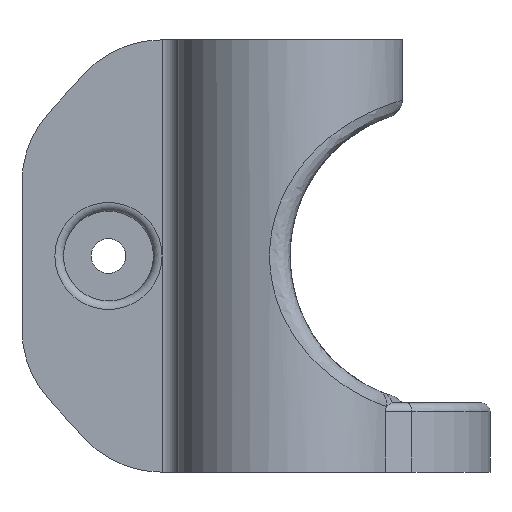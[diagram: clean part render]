
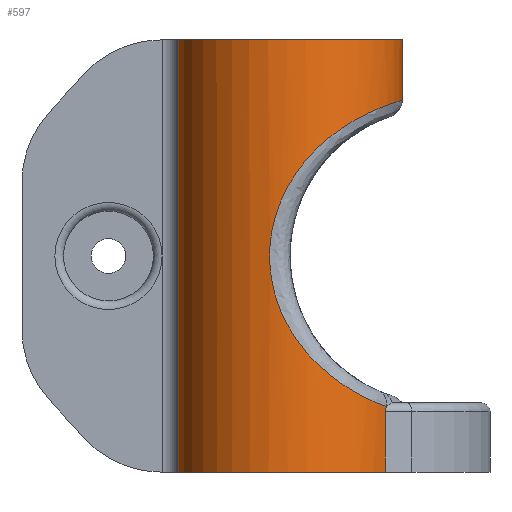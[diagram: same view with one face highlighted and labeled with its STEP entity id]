
A CAD part, left-side view. The second image highlights one B-rep face of the part: STEP entity #597.
In plain terms, the highlighted cylindrical face has radius 6.5 mm (diameter 13 mm), a partial arc.
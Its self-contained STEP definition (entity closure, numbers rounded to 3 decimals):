
#597=ADVANCED_FACE('',(#1698),#1700,.T.);
#1698=FACE_BOUND('',#1699,.T.);
#1699=EDGE_LOOP('',(#2635,#2636,#2637,#2638,#2639,#2640,#2641));
#1700=CYLINDRICAL_SURFACE('',#1701,6.5);
#1701=AXIS2_PLACEMENT_3D('',#1702,#1703,#1704);
#1702=CARTESIAN_POINT('',(-14.25,-9.833,0.));
#1703=DIRECTION('',(0.,0.,-1.));
#1704=DIRECTION('',(0.911,-0.411,0.));
#2635=ORIENTED_EDGE('',*,*,#2827,.T.);
#2636=ORIENTED_EDGE('',*,*,#2750,.T.);
#2637=ORIENTED_EDGE('',*,*,#2805,.T.);
#2638=ORIENTED_EDGE('',*,*,#2771,.F.);
#2639=ORIENTED_EDGE('',*,*,#2721,.F.);
#2640=ORIENTED_EDGE('',*,*,#2769,.F.);
#2641=ORIENTED_EDGE('',*,*,#2820,.F.);
#2721=EDGE_CURVE('',#2937,#2939,#2940,.T.);
#2750=EDGE_CURVE('',#2986,#2990,#2992,.T.);
#2769=EDGE_CURVE('',#3019,#2937,#3021,.F.);
#2771=EDGE_CURVE('',#2939,#3024,#3025,.T.);
#2805=EDGE_CURVE('',#2990,#3024,#3081,.T.);
#2820=EDGE_CURVE('',#3103,#3019,#3105,.T.);
#2827=EDGE_CURVE('',#3103,#2986,#3112,.T.);
#2937=VERTEX_POINT('',#3366);
#2939=VERTEX_POINT('',#3370);
#2940=CIRCLE('',#3371,6.5);
#2986=VERTEX_POINT('',#3769);
#2990=VERTEX_POINT('',#3809);
#2992=LINE('',#3814,#3815);
#3019=VERTEX_POINT('',#3890);
#3021=LINE('',#3894,#3895);
#3024=VERTEX_POINT('',#3901);
#3025=LINE('',#3902,#3903);
#3081=CIRCLE('',#4370,6.5);
#3103=VERTEX_POINT('',#4605);
#3105=B_SPLINE_CURVE_WITH_KNOTS('',3,
(#4636,#4637,#4638,#4639,#4640,#4641,#4642,#4643,#4644,#4645,#4646),
.UNSPECIFIED.,.F.,.F.,
(4,1,1,1,1,1,1,1,4),
(0.,0.123,0.272,0.453,0.617,0.751,
0.84,0.923,1.),
.UNSPECIFIED.);
#3112=B_SPLINE_CURVE_WITH_KNOTS('',3,
(#4704,#4705,#4706,#4707,#4708,#4709,#4710,#4711,#4712,#4713,#4714,#4715,#4716,#4717,
#4718,#4719,#4720,#4721,#4722,#4723,#4724,#4725,#4726,#4727,#4728,#4729,#4730,#4731,
#4732,#4733,#4734,#4735,#4736,#4737,#4738,#4739,#4740,#4741,#4742,#4743,#4744,#4745,
#4746,#4747,#4748,#4749,#4750,#4751,#4752,#4753,#4754,#4755,#4756,#4757,#4758,#4759,
#4760,#4761,#4762),
.UNSPECIFIED.,.F.,.F.,
(4,1,1,1,1,1,1,1,1,1,1,1,1,1,1,1,1,1,1,1,1,1,1,1,1,1,1,1,1,1,1,1,1,1,1,1,1,1,1,1,
1,1,1,1,1,1,1,1,1,1,1,1,1,1,1,1,4),
(0.,0.022,0.042,0.058,0.073,0.09,
0.106,0.122,0.138,0.153,0.17,
0.187,0.206,0.225,0.243,0.259,
0.276,0.295,0.315,0.336,0.356,
0.374,0.391,0.411,0.431,0.449,
0.466,0.483,0.5,0.517,0.532,
0.547,0.561,0.574,0.589,0.605,
0.621,0.638,0.655,0.673,0.692,
0.712,0.734,0.755,0.777,0.8,
0.822,0.844,0.865,0.886,0.905,
0.923,0.94,0.956,0.974,0.989,
1.),
.UNSPECIFIED.);
#3366=CARTESIAN_POINT('',(-17.694,-15.346,0.));
#3370=CARTESIAN_POINT('',(-14.25,-3.333,0.));
#3371=AXIS2_PLACEMENT_3D('',#3372,#3373,#3374);
#3372=CARTESIAN_POINT('',(-14.25,-9.833,0.));
#3373=DIRECTION('',(0.,0.,-1.));
#3374=DIRECTION('',(-0.53,-0.848,0.));
#3769=CARTESIAN_POINT('',(-8.326,-12.507,19.666));
#3809=CARTESIAN_POINT('',(-8.326,-12.507,25.));
#3814=CARTESIAN_POINT('',(-8.326,-12.507,19.666));
#3815=VECTOR('',#3816,1.);
#3816=DIRECTION('',(0.,0.,1.));
#3890=CARTESIAN_POINT('',(-17.694,-15.346,3.5));
#3894=CARTESIAN_POINT('',(-17.694,-15.346,0.));
#3895=VECTOR('',#3896,1.);
#3896=DIRECTION('',(0.,0.,1.));
#3901=CARTESIAN_POINT('',(-14.25,-3.333,25.));
#3902=CARTESIAN_POINT('',(-14.25,-3.333,0.));
#3903=VECTOR('',#3904,1.);
#3904=DIRECTION('',(0.,0.,1.));
#4370=AXIS2_PLACEMENT_3D('',#4371,#4372,#4373);
#4371=CARTESIAN_POINT('',(-14.25,-9.833,25.));
#4372=DIRECTION('',(0.,0.,-1.));
#4373=DIRECTION('',(0.911,-0.411,0.));
#4605=CARTESIAN_POINT('',(-17.562,-15.426,3.779));
#4636=CARTESIAN_POINT('',(-17.562,-15.426,3.779));
#4637=CARTESIAN_POINT('',(-17.571,-15.42,3.77));
#4638=CARTESIAN_POINT('',(-17.59,-15.409,3.75));
#4639=CARTESIAN_POINT('',(-17.62,-15.391,3.715));
#4640=CARTESIAN_POINT('',(-17.648,-15.374,3.671));
#4641=CARTESIAN_POINT('',(-17.67,-15.36,3.626));
#4642=CARTESIAN_POINT('',(-17.683,-15.352,3.586));
#4643=CARTESIAN_POINT('',(-17.69,-15.348,3.553));
#4644=CARTESIAN_POINT('',(-17.693,-15.346,3.526));
#4645=CARTESIAN_POINT('',(-17.694,-15.346,3.509));
#4646=CARTESIAN_POINT('',(-17.694,-15.346,3.5));
#4704=CARTESIAN_POINT('',(-17.562,-15.426,3.779));
#4705=CARTESIAN_POINT('',(-17.797,-15.287,3.831));
#4706=CARTESIAN_POINT('',(-18.218,-15.,3.939));
#4707=CARTESIAN_POINT('',(-18.743,-14.544,4.137));
#4708=CARTESIAN_POINT('',(-19.158,-14.106,4.348));
#4709=CARTESIAN_POINT('',(-19.504,-13.672,4.579));
#4710=CARTESIAN_POINT('',(-19.806,-13.221,4.845));
#4711=CARTESIAN_POINT('',(-20.063,-12.756,5.15));
#4712=CARTESIAN_POINT('',(-20.271,-12.298,5.486));
#4713=CARTESIAN_POINT('',(-20.433,-11.856,5.847));
#4714=CARTESIAN_POINT('',(-20.557,-11.425,6.24));
#4715=CARTESIAN_POINT('',(-20.648,-11.006,6.668));
#4716=CARTESIAN_POINT('',(-20.711,-10.586,7.156));
#4717=CARTESIAN_POINT('',(-20.744,-10.185,7.691));
#4718=CARTESIAN_POINT('',(-20.753,-9.819,8.264));
#4719=CARTESIAN_POINT('',(-20.744,-9.513,8.833));
#4720=CARTESIAN_POINT('',(-20.726,-9.257,9.401));
#4721=CARTESIAN_POINT('',(-20.703,-9.041,9.99));
#4722=CARTESIAN_POINT('',(-20.677,-8.859,10.636));
#4723=CARTESIAN_POINT('',(-20.655,-8.723,11.341));
#4724=CARTESIAN_POINT('',(-20.642,-8.651,12.067));
#4725=CARTESIAN_POINT('',(-20.641,-8.646,12.767));
#4726=CARTESIAN_POINT('',(-20.65,-8.695,13.421));
#4727=CARTESIAN_POINT('',(-20.667,-8.796,14.067));
#4728=CARTESIAN_POINT('',(-20.691,-8.954,14.729));
#4729=CARTESIAN_POINT('',(-20.718,-9.172,15.387));
#4730=CARTESIAN_POINT('',(-20.74,-9.432,15.999));
#4731=CARTESIAN_POINT('',(-20.751,-9.719,16.559));
#4732=CARTESIAN_POINT('',(-20.75,-10.04,17.091));
#4733=CARTESIAN_POINT('',(-20.729,-10.397,17.6));
#4734=CARTESIAN_POINT('',(-20.685,-10.778,18.074));
#4735=CARTESIAN_POINT('',(-20.617,-11.16,18.493));
#4736=CARTESIAN_POINT('',(-20.526,-11.539,18.867));
#4737=CARTESIAN_POINT('',(-20.41,-11.92,19.206));
#4738=CARTESIAN_POINT('',(-20.263,-12.314,19.525));
#4739=CARTESIAN_POINT('',(-20.073,-12.734,19.834));
#4740=CARTESIAN_POINT('',(-19.83,-13.18,20.129));
#4741=CARTESIAN_POINT('',(-19.526,-13.643,20.405));
#4742=CARTESIAN_POINT('',(-19.167,-14.098,20.648));
#4743=CARTESIAN_POINT('',(-18.749,-14.538,20.86));
#4744=CARTESIAN_POINT('',(-18.264,-14.96,21.043));
#4745=CARTESIAN_POINT('',(-17.691,-15.363,21.2));
#4746=CARTESIAN_POINT('',(-17.037,-15.722,21.327));
#4747=CARTESIAN_POINT('',(-16.312,-16.014,21.421));
#4748=CARTESIAN_POINT('',(-15.54,-16.22,21.482));
#4749=CARTESIAN_POINT('',(-14.735,-16.332,21.514));
#4750=CARTESIAN_POINT('',(-13.918,-16.341,21.516));
#4751=CARTESIAN_POINT('',(-13.108,-16.249,21.49));
#4752=CARTESIAN_POINT('',(-12.329,-16.059,21.434));
#4753=CARTESIAN_POINT('',(-11.591,-15.781,21.346));
#4754=CARTESIAN_POINT('',(-10.923,-15.433,21.226));
#4755=CARTESIAN_POINT('',(-10.336,-15.037,21.074));
#4756=CARTESIAN_POINT('',(-9.838,-14.62,20.897));
#4757=CARTESIAN_POINT('',(-9.414,-14.189,20.694));
#4758=CARTESIAN_POINT('',(-9.036,-13.729,20.453));
#4759=CARTESIAN_POINT('',(-8.725,-13.272,20.186));
#4760=CARTESIAN_POINT('',(-8.491,-12.855,19.917));
#4761=CARTESIAN_POINT('',(-8.373,-12.613,19.743));
#4762=CARTESIAN_POINT('',(-8.326,-12.507,19.666));
